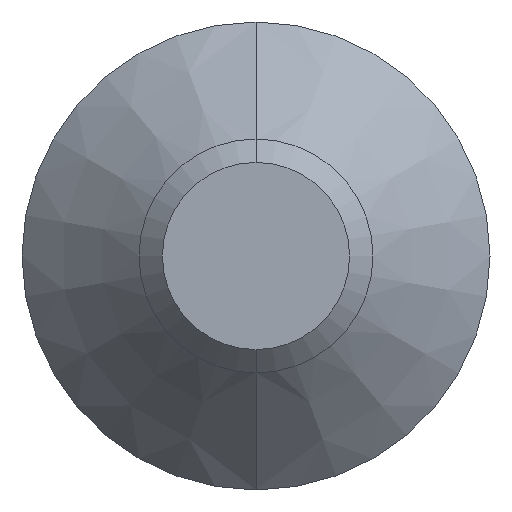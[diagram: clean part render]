
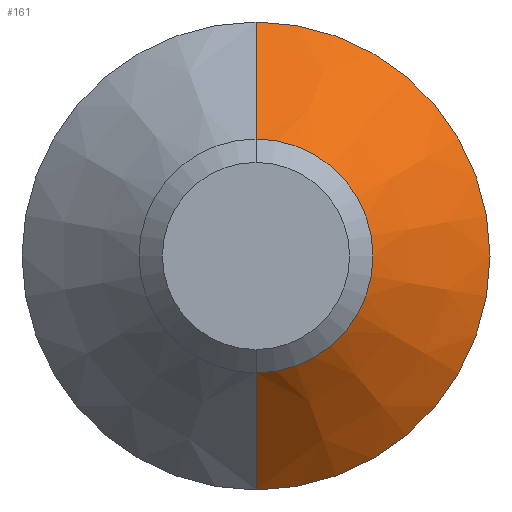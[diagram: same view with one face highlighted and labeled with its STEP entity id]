
A CAD part, front view. The second image highlights one B-rep face of the part: STEP entity #161.
In plain terms, the highlighted conical face has half-angle 45 degrees and reference radius 4 mm.
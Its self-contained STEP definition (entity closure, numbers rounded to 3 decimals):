
#2 = ORIENTED_EDGE ( 'NONE', *, *, #425, .F. ) ;
#4 = DIRECTION ( 'NONE',  ( 0., 1., 0. ) ) ;
#25 = VERTEX_POINT ( 'NONE', #229 ) ;
#42 = DIRECTION ( 'NONE',  ( 0., 1., 0. ) ) ;
#45 = DIRECTION ( 'NONE',  ( 0., 0., 1. ) ) ;
#56 = DIRECTION ( 'NONE',  ( 0., 0., 1. ) ) ;
#68 = CARTESIAN_POINT ( 'NONE',  ( 0., -2.3, 0. ) ) ;
#116 = CONICAL_SURFACE ( 'NONE', #812, 4., 0.785 ) ;
#137 = CARTESIAN_POINT ( 'NONE',  ( 0., -0.3, 4. ) ) ;
#161 = ADVANCED_FACE ( 'NONE', ( #308 ), #116, .T. ) ;
#172 = ORIENTED_EDGE ( 'NONE', *, *, #624, .T. ) ;
#184 = EDGE_CURVE ( 'NONE', #387, #379, #650, .T. ) ;
#195 = DIRECTION ( 'NONE',  ( 0., 0.707, -0.707 ) ) ;
#205 = LINE ( 'NONE', #726, #385 ) ;
#217 = CARTESIAN_POINT ( 'NONE',  ( 0., -0.3, -4. ) ) ;
#229 = CARTESIAN_POINT ( 'NONE',  ( 0., -0.3, -4. ) ) ;
#281 = VECTOR ( 'NONE', #195, 1000. ) ;
#308 = FACE_OUTER_BOUND ( 'NONE', #778, .T. ) ;
#329 = VERTEX_POINT ( 'NONE', #137 ) ;
#379 = VERTEX_POINT ( 'NONE', #725 ) ;
#385 = VECTOR ( 'NONE', #744, 1000. ) ;
#387 = VERTEX_POINT ( 'NONE', #618 ) ;
#425 = EDGE_CURVE ( 'NONE', #329, #25, #814, .T. ) ;
#445 = ORIENTED_EDGE ( 'NONE', *, *, #184, .T. ) ;
#487 = EDGE_CURVE ( 'NONE', #387, #329, #205, .T. ) ;
#539 = CARTESIAN_POINT ( 'NONE',  ( 0., -0.3, 0. ) ) ;
#549 = DIRECTION ( 'NONE',  ( 0., 0., 1. ) ) ;
#556 = DIRECTION ( 'NONE',  ( 0., 1., 0. ) ) ;
#595 = AXIS2_PLACEMENT_3D ( 'NONE', #539, #556, #549 ) ;
#603 = ORIENTED_EDGE ( 'NONE', *, *, #487, .F. ) ;
#618 = CARTESIAN_POINT ( 'NONE',  ( 0., -2.3, 2. ) ) ;
#624 = EDGE_CURVE ( 'NONE', #379, #25, #800, .T. ) ;
#650 = CIRCLE ( 'NONE', #782, 2. ) ;
#725 = CARTESIAN_POINT ( 'NONE',  ( 0., -2.3, -2. ) ) ;
#726 = CARTESIAN_POINT ( 'NONE',  ( 0., -0.3, 4. ) ) ;
#744 = DIRECTION ( 'NONE',  ( 0., 0.707, 0.707 ) ) ;
#778 = EDGE_LOOP ( 'NONE', ( #445, #172, #2, #603 ) ) ;
#782 = AXIS2_PLACEMENT_3D ( 'NONE', #68, #42, #45 ) ;
#788 = CARTESIAN_POINT ( 'NONE',  ( 0., -0.3, 0. ) ) ;
#800 = LINE ( 'NONE', #217, #281 ) ;
#812 = AXIS2_PLACEMENT_3D ( 'NONE', #788, #4, #56 ) ;
#814 = CIRCLE ( 'NONE', #595, 4. ) ;
